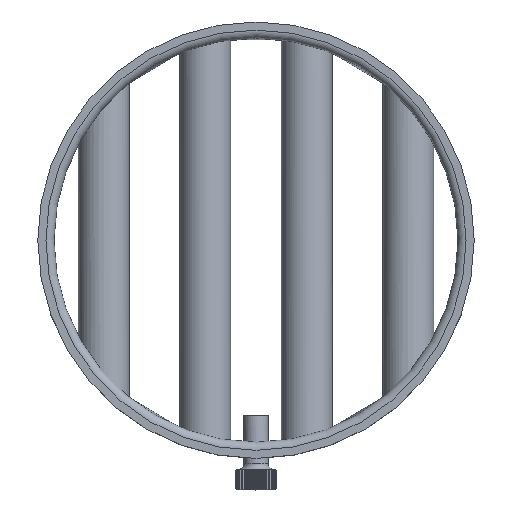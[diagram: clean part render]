
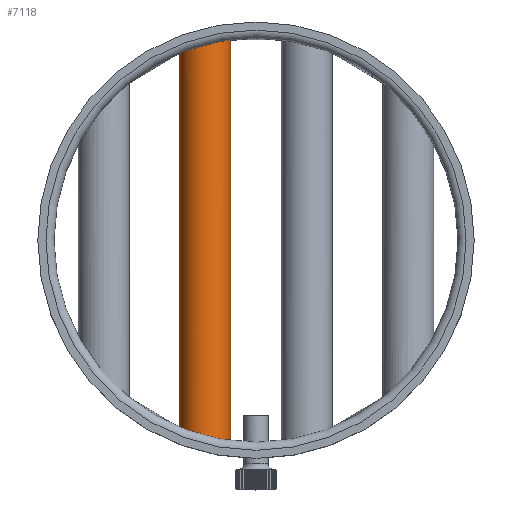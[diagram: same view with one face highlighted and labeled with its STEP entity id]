
A CAD part, top view. The second image highlights one B-rep face of the part: STEP entity #7118.
In plain terms, the highlighted cylindrical face has radius 12.5 mm (diameter 25 mm), a full revolution.
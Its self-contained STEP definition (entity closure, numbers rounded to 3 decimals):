
#618=CYLINDRICAL_SURFACE('',#7650,12.5);
#842=FACE_OUTER_BOUND('',#1275,.T.);
#1275=EDGE_LOOP('',(#5195,#5196,#5197,#5198));
#1931=LINE('',#13567,#2277);
#2277=VECTOR('',#8718,12.5);
#2631=B_SPLINE_CURVE_WITH_KNOTS('',3,(#13022,#13023,#13024,#13025,#13026,
#13027,#13028,#13029,#13030,#13031,#13032,#13033,#13034,#13035,#13036,#13037,
#13038,#13039,#13040,#13041,#13042,#13043,#13044,#13045,#13046,#13047,#13048,
#13049,#13050,#13051,#13052,#13053,#13054,#13055),.UNSPECIFIED.,.T.,.F.,
(4,2,2,2,2,2,2,2,2,2,2,2,2,2,2,2,4),(0.,0.471,0.943,
1.438,1.932,2.414,2.895,3.365,
3.835,4.305,4.775,5.257,5.739,
6.233,6.728,7.199,7.671),
 .UNSPECIFIED.);
#2632=B_SPLINE_CURVE_WITH_KNOTS('',3,(#13057,#13058,#13059,#13060,#13061,
#13062,#13063,#13064,#13065,#13066,#13067,#13068,#13069,#13070,#13071,#13072,
#13073,#13074,#13075,#13076,#13077,#13078,#13079,#13080,#13081,#13082,#13083,
#13084,#13085,#13086,#13087,#13088,#13089,#13090),.UNSPECIFIED.,.T.,.F.,
(4,2,2,2,2,2,2,2,2,2,2,2,2,2,2,2,4),(0.,0.471,0.943,
1.438,1.932,2.414,2.895,3.365,
3.835,4.305,4.775,5.257,5.739,
6.233,6.728,7.199,7.671),
 .UNSPECIFIED.);
#2928=VERTEX_POINT('',#13021);
#2929=VERTEX_POINT('',#13056);
#3760=EDGE_CURVE('',#2928,#2928,#2631,.T.);
#3761=EDGE_CURVE('',#2929,#2929,#2632,.T.);
#3787=EDGE_CURVE('',#2928,#2929,#1931,.T.);
#5195=ORIENTED_EDGE('',*,*,#3760,.F.);
#5196=ORIENTED_EDGE('',*,*,#3787,.T.);
#5197=ORIENTED_EDGE('',*,*,#3761,.F.);
#5198=ORIENTED_EDGE('',*,*,#3787,.F.);
#7118=ADVANCED_FACE('',(#842),#618,.T.);
#7650=AXIS2_PLACEMENT_3D('',#13566,#8716,#8717);
#8716=DIRECTION('center_axis',(0.,-1.,0.));
#8717=DIRECTION('ref_axis',(1.,0.,0.));
#8718=DIRECTION('',(0.,1.,0.));
#13021=CARTESIAN_POINT('',(-37.5,-92.163,0.));
#13022=CARTESIAN_POINT('Ctrl Pts',(-37.5,-92.163,0.));
#13023=CARTESIAN_POINT('Ctrl Pts',(-37.5,-92.163,-1.572));
#13024=CARTESIAN_POINT('Ctrl Pts',(-37.185,-92.293,
-3.238));
#13025=CARTESIAN_POINT('Ctrl Pts',(-35.931,-92.788,
-6.284));
#13026=CARTESIAN_POINT('Ctrl Pts',(-34.992,-93.151,
-7.664));
#13027=CARTESIAN_POINT('Ctrl Pts',(-32.806,-93.944,
-9.893));
#13028=CARTESIAN_POINT('Ctrl Pts',(-31.392,-94.432,
-10.873));
#13029=CARTESIAN_POINT('Ctrl Pts',(-28.287,-95.408,
-12.177));
#13030=CARTESIAN_POINT('Ctrl Pts',(-26.596,-95.894,
-12.5));
#13031=CARTESIAN_POINT('Ctrl Pts',(-23.446,-96.711,
-12.5));
#13032=CARTESIAN_POINT('Ctrl Pts',(-21.774,-97.101,
-12.192));
#13033=CARTESIAN_POINT('Ctrl Pts',(-18.679,-97.744,
-10.913));
#13034=CARTESIAN_POINT('Ctrl Pts',(-17.257,-97.999,
-9.942));
#13035=CARTESIAN_POINT('Ctrl Pts',(-15.036,-98.364,
-7.707));
#13036=CARTESIAN_POINT('Ctrl Pts',(-14.081,-98.501,
-6.307));
#13037=CARTESIAN_POINT('Ctrl Pts',(-12.813,-98.674,
-3.237));
#13038=CARTESIAN_POINT('Ctrl Pts',(-12.5,-98.712,-1.567));
#13039=CARTESIAN_POINT('Ctrl Pts',(-12.5,-98.712,1.567));
#13040=CARTESIAN_POINT('Ctrl Pts',(-12.813,-98.674,
3.237));
#13041=CARTESIAN_POINT('Ctrl Pts',(-14.081,-98.501,
6.307));
#13042=CARTESIAN_POINT('Ctrl Pts',(-15.036,-98.364,
7.707));
#13043=CARTESIAN_POINT('Ctrl Pts',(-17.257,-97.999,
9.942));
#13044=CARTESIAN_POINT('Ctrl Pts',(-18.679,-97.744,
10.913));
#13045=CARTESIAN_POINT('Ctrl Pts',(-21.774,-97.101,
12.192));
#13046=CARTESIAN_POINT('Ctrl Pts',(-23.446,-96.711,
12.5));
#13047=CARTESIAN_POINT('Ctrl Pts',(-26.596,-95.894,
12.5));
#13048=CARTESIAN_POINT('Ctrl Pts',(-28.287,-95.408,
12.177));
#13049=CARTESIAN_POINT('Ctrl Pts',(-31.392,-94.432,10.873));
#13050=CARTESIAN_POINT('Ctrl Pts',(-32.806,-93.944,
9.893));
#13051=CARTESIAN_POINT('Ctrl Pts',(-34.992,-93.151,
7.664));
#13052=CARTESIAN_POINT('Ctrl Pts',(-35.931,-92.788,
6.284));
#13053=CARTESIAN_POINT('Ctrl Pts',(-37.185,-92.293,
3.238));
#13054=CARTESIAN_POINT('Ctrl Pts',(-37.5,-92.163,1.572));
#13055=CARTESIAN_POINT('Ctrl Pts',(-37.5,-92.163,0.));
#13056=CARTESIAN_POINT('',(-37.5,92.163,0.));
#13057=CARTESIAN_POINT('Ctrl Pts',(-37.5,92.163,0.));
#13058=CARTESIAN_POINT('Ctrl Pts',(-37.5,92.163,1.572));
#13059=CARTESIAN_POINT('Ctrl Pts',(-37.185,92.293,3.238));
#13060=CARTESIAN_POINT('Ctrl Pts',(-35.931,92.788,6.284));
#13061=CARTESIAN_POINT('Ctrl Pts',(-34.992,93.151,7.664));
#13062=CARTESIAN_POINT('Ctrl Pts',(-32.806,93.944,9.893));
#13063=CARTESIAN_POINT('Ctrl Pts',(-31.392,94.432,10.873));
#13064=CARTESIAN_POINT('Ctrl Pts',(-28.287,95.408,12.177));
#13065=CARTESIAN_POINT('Ctrl Pts',(-26.596,95.894,12.5));
#13066=CARTESIAN_POINT('Ctrl Pts',(-23.446,96.711,12.5));
#13067=CARTESIAN_POINT('Ctrl Pts',(-21.774,97.101,12.192));
#13068=CARTESIAN_POINT('Ctrl Pts',(-18.679,97.744,10.913));
#13069=CARTESIAN_POINT('Ctrl Pts',(-17.257,97.999,9.942));
#13070=CARTESIAN_POINT('Ctrl Pts',(-15.036,98.364,7.707));
#13071=CARTESIAN_POINT('Ctrl Pts',(-14.081,98.501,6.307));
#13072=CARTESIAN_POINT('Ctrl Pts',(-12.813,98.674,3.237));
#13073=CARTESIAN_POINT('Ctrl Pts',(-12.5,98.712,1.567));
#13074=CARTESIAN_POINT('Ctrl Pts',(-12.5,98.712,-1.567));
#13075=CARTESIAN_POINT('Ctrl Pts',(-12.813,98.674,-3.237));
#13076=CARTESIAN_POINT('Ctrl Pts',(-14.081,98.501,-6.307));
#13077=CARTESIAN_POINT('Ctrl Pts',(-15.036,98.364,-7.707));
#13078=CARTESIAN_POINT('Ctrl Pts',(-17.257,97.999,-9.942));
#13079=CARTESIAN_POINT('Ctrl Pts',(-18.679,97.744,-10.913));
#13080=CARTESIAN_POINT('Ctrl Pts',(-21.774,97.101,-12.192));
#13081=CARTESIAN_POINT('Ctrl Pts',(-23.446,96.711,-12.5));
#13082=CARTESIAN_POINT('Ctrl Pts',(-26.596,95.894,-12.5));
#13083=CARTESIAN_POINT('Ctrl Pts',(-28.287,95.408,-12.177));
#13084=CARTESIAN_POINT('Ctrl Pts',(-31.392,94.432,-10.873));
#13085=CARTESIAN_POINT('Ctrl Pts',(-32.806,93.944,-9.893));
#13086=CARTESIAN_POINT('Ctrl Pts',(-34.992,93.151,-7.664));
#13087=CARTESIAN_POINT('Ctrl Pts',(-35.931,92.788,-6.284));
#13088=CARTESIAN_POINT('Ctrl Pts',(-37.185,92.293,-3.238));
#13089=CARTESIAN_POINT('Ctrl Pts',(-37.5,92.163,-1.572));
#13090=CARTESIAN_POINT('Ctrl Pts',(-37.5,92.163,0.));
#13566=CARTESIAN_POINT('Origin',(-25.,102.5,0.));
#13567=CARTESIAN_POINT('',(-37.5,102.5,0.));
